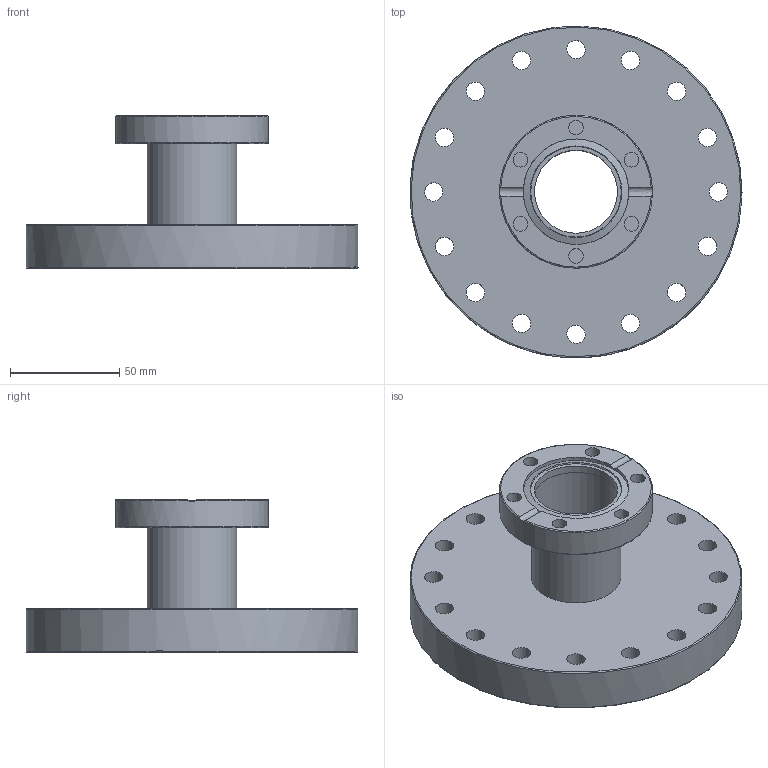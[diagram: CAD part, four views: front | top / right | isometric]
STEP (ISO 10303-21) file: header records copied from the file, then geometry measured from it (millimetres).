
FILE_DESCRIPTION((''),'2;1');
FILE_NAME('TA1038-304.stp','2009-04-15T13:51:00',('hasers'),(''),'Autodesk Inventor 2008','Autodesk Inventor 2008','');
FILE_SCHEMA(('AUTOMOTIVE_DESIGN { 1 0 10303 214 1 1 1 1 }'));
Length unit declared in the file: millimetre
Products named in the file (4): TA1038-304; CF-07 [Keywords [Summary]=1.4301][Company [Summary]=Vacom][Title [Summary]=F35B41]; CF-07 [Keywords [Summary]=1.4301][Company [Summary]=Vacom][Title [Summary]=F100]_1; Rohre [Subject [Summary]=normal][Keywords [Summary]=1.4301][Title [Summary]=41x1,5 (0,5m)]_3
Assembly tree (3 placements, depth 2):
  TA1038-304
    CF-07 [Keywords [Summary]=1.4301][Company [Summary]=Vacom][Title [Summary]=F35B41]
    CF-07 [Keywords [Summary]=1.4301][Company [Summary]=Vacom][Title [Summary]=F100]_1
    Rohre [Subject [Summary]=normal][Keywords [Summary]=1.4301][Title [Summary]=41x1,5 (0,5m)]_3
Bounding box: 152 x 151.96 x 70 mm (x, y, z)
Volume: 348377.9 mm3; surface area: 79995.4 mm2
Topology: 3 solids, 3 shells, 59 faces, 168 edges, 117 vertices
Faces by surface type: bspline 27, plane 11, cylinder 10, torus 7, cone 4
Full cylindrical faces by diameter (mm): 38 x2, 41 x1, 41.5 x1, 48.3 x1, 70 x1, 120.6 x1, 152 x1
Entity records: 2305 total; most frequent: CARTESIAN_POINT 933, DIRECTION 244, ORIENTED_EDGE 206, EDGE_LOOP 150, AXIS2_PLACEMENT_3D 118, EDGE_CURVE 103, VERTEX_POINT 91, FACE_BOUND 91
